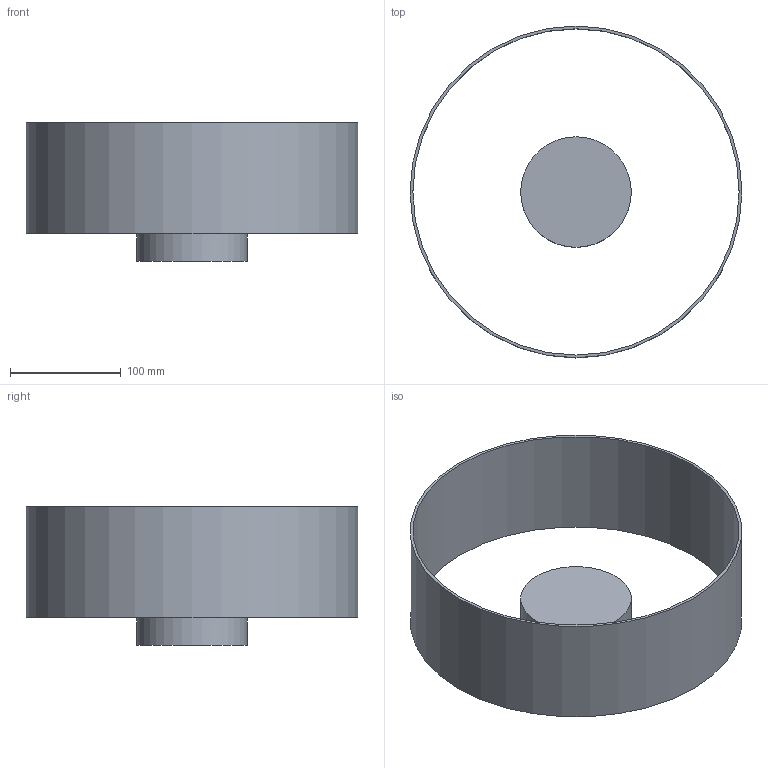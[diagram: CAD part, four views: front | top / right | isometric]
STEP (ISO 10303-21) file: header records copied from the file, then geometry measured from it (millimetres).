
FILE_DESCRIPTION(('Zoo Text-to-CAD'),'1');
FILE_NAME('Zoo Text-to-CAD model','2024-08-31T14:05:32',('Author'),('Zoo'),'Zoo Text-to-CAD','text-to-cad.zoo.dev','Unknown');
FILE_SCHEMA(('AUTOMOTIVE_DESIGN { 1 0 10303 214 1 1 1 1 }'));
Length unit declared in the file: millimetre
Products named in the file (4): Zoo Text-to-CAD
Assembly tree (3 placements, depth 3):
  Zoo Text-to-CAD
    Zoo Text-to-CAD
      Zoo Text-to-CAD
      Zoo Text-to-CAD
Bounding box: 300 x 300 x 125 mm (x, y, z)
Volume: 626355 mm3; surface area: 223013.8 mm2
Topology: 2 solids, 2 shells, 7 faces, 9 edges, 6 vertices
Faces by surface type: plane 4, cylinder 3
Full cylindrical faces by diameter (mm): 100 x1, 295 x1, 300 x1
Entity records: 332 total; most frequent: DIRECTION 55, CARTESIAN_POINT 44, ORIENTED_EDGE 18, PCURVE 18, DEFINITIONAL_REPRESENTATION 18, AXIS2_PLACEMENT_3D 17, LINE 15, VECTOR 15
